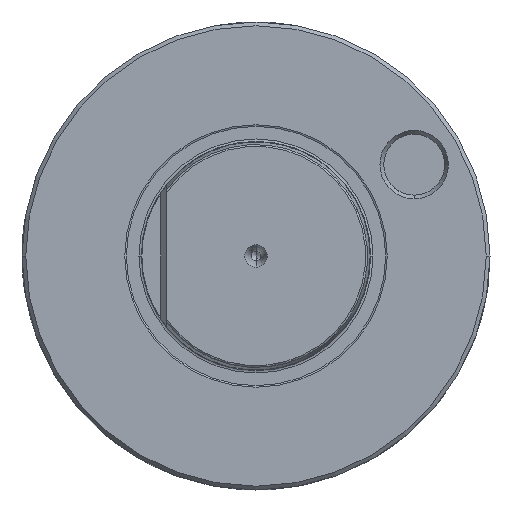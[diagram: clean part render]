
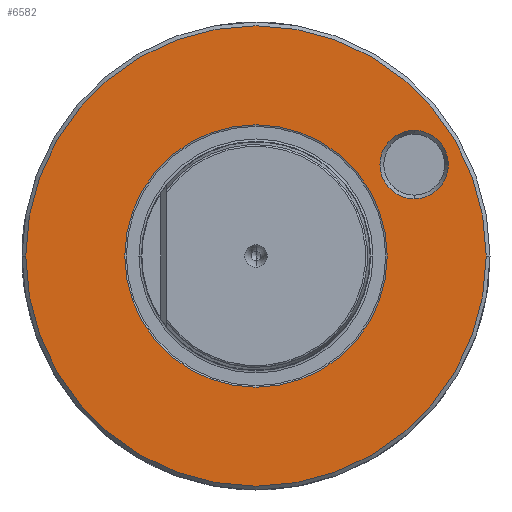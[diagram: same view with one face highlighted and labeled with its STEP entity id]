
A CAD part, front view. The second image highlights one B-rep face of the part: STEP entity #6582.
In plain terms, the highlighted planar face has unit normal (0, -1, 0).
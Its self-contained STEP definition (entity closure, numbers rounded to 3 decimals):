
#229=CARTESIAN_POINT('',(0.,-24.,0.));
#230=DIRECTION('',(0.,1.,0.));
#231=DIRECTION('',(-1.,0.,0.));
#232=AXIS2_PLACEMENT_3D('',#229,#230,#231);
#247=CARTESIAN_POINT('',(0.,-24.,0.));
#248=DIRECTION('',(0.,-1.,0.));
#249=DIRECTION('',(-1.,0.,0.));
#250=AXIS2_PLACEMENT_3D('',#247,#248,#249);
#252=CARTESIAN_POINT('',(0.,-24.,0.));
#253=DIRECTION('',(0.,-1.,0.));
#254=DIRECTION('',(1.,0.,0.));
#255=AXIS2_PLACEMENT_3D('',#252,#253,#254);
#257=CARTESIAN_POINT('',(0.,-24.,0.));
#258=DIRECTION('',(0.,-1.,0.));
#259=DIRECTION('',(-1.,0.,0.));
#260=AXIS2_PLACEMENT_3D('',#257,#258,#259);
#267=CARTESIAN_POINT('',(41.569,-24.,24.));
#268=DIRECTION('',(0.,-1.,0.));
#269=DIRECTION('',(0.,0.,1.));
#270=AXIS2_PLACEMENT_3D('',#267,#268,#269);
#285=CARTESIAN_POINT('',(41.569,-24.,24.));
#286=DIRECTION('',(0.,-1.,0.));
#287=DIRECTION('',(0.,0.,-1.));
#288=AXIS2_PLACEMENT_3D('',#285,#286,#287);
#5518=CARTESIAN_POINT('',(-60.5,-24.,0.));
#5519=CARTESIAN_POINT('',(60.5,-24.,0.));
#5520=VERTEX_POINT('',#5518);
#5521=VERTEX_POINT('',#5519);
#5646=CARTESIAN_POINT('',(41.569,-24.,15.));
#5647=CARTESIAN_POINT('',(41.569,-24.,33.));
#5648=VERTEX_POINT('',#5646);
#5649=VERTEX_POINT('',#5647);
#5702=CARTESIAN_POINT('',(-34.5,-24.,0.));
#5703=CARTESIAN_POINT('',(34.5,-24.,0.));
#5704=VERTEX_POINT('',#5702);
#5705=VERTEX_POINT('',#5703);
#6560=CARTESIAN_POINT('',(0.,-24.,0.));
#6561=DIRECTION('',(0.,1.,0.));
#6562=DIRECTION('',(1.,0.,0.));
#6563=AXIS2_PLACEMENT_3D('',#6560,#6561,#6562);
#6564=PLANE('',#6563);
#6565=ORIENTED_EDGE('',*,*,#6550,.T.);
#6567=ORIENTED_EDGE('',*,*,#6566,.F.);
#6568=EDGE_LOOP('',(#6565,#6567));
#6569=FACE_OUTER_BOUND('',#6568,.F.);
#6571=ORIENTED_EDGE('',*,*,#6570,.T.);
#6573=ORIENTED_EDGE('',*,*,#6572,.T.);
#6574=EDGE_LOOP('',(#6571,#6573));
#6575=FACE_BOUND('',#6574,.F.);
#6577=ORIENTED_EDGE('',*,*,#6576,.T.);
#6579=ORIENTED_EDGE('',*,*,#6578,.T.);
#6580=EDGE_LOOP('',(#6577,#6579));
#6581=FACE_BOUND('',#6580,.F.);
#6582=ADVANCED_FACE('',(#6569,#6575,#6581),#6564,.F.);
#233=CIRCLE('',#232,60.5);
#251=CIRCLE('',#250,34.5);
#256=CIRCLE('',#255,34.5);
#261=CIRCLE('',#260,60.5);
#271=CIRCLE('',#270,9.);
#289=CIRCLE('',#288,9.);
#6550=EDGE_CURVE('',#5520,#5521,#233,.T.);
#6566=EDGE_CURVE('',#5520,#5521,#261,.T.);
#6570=EDGE_CURVE('',#5649,#5648,#271,.T.);
#6572=EDGE_CURVE('',#5648,#5649,#289,.T.);
#6576=EDGE_CURVE('',#5704,#5705,#251,.T.);
#6578=EDGE_CURVE('',#5705,#5704,#256,.T.);
